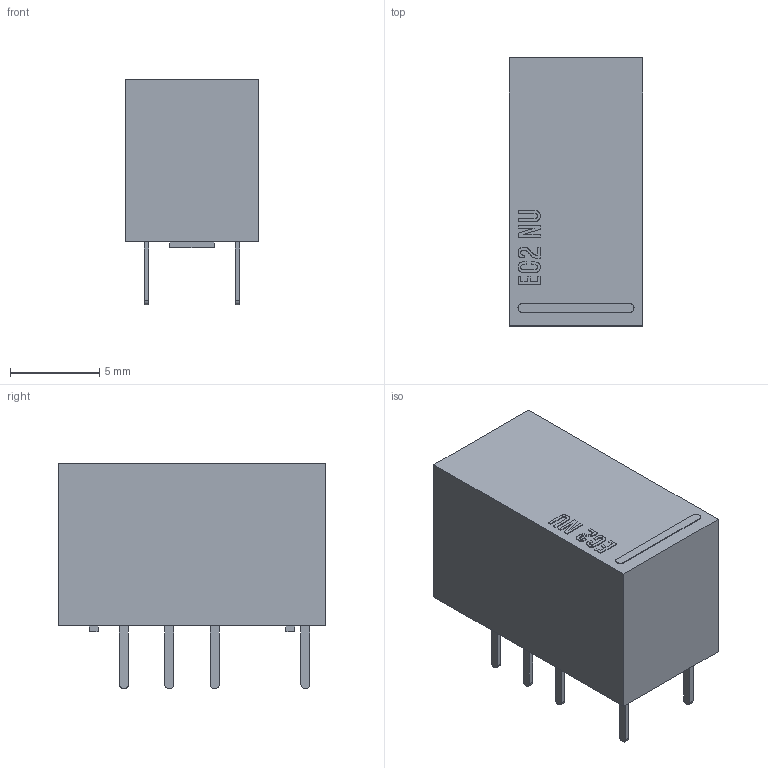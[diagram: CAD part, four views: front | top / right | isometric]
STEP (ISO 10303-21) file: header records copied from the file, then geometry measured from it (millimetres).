
FILE_DESCRIPTION(('FreeCAD Model'),'2;1');
FILE_NAME( 'ec2-nu.step', '2019-06-26T23:52:53',('Author'),(''), 'Open CASCADE STEP processor 7.3','FreeCAD','Unknown');
FILE_SCHEMA(('AUTOMOTIVE_DESIGN { 1 0 10303 214 1 1 1 1 }'));
Length unit declared in the file: millimetre
Products named in the file (5): EC2-NU_Body; Body003; Body004; Array; Array006
Bounding box: 7.5 x 15 x 12.65 mm (x, y, z)
Volume: 1017.1 mm3; surface area: 689.5 mm2
Topology: 9 solids, 9 shells, 194 faces, 490 edges, 324 vertices
Faces by surface type: plane 130, extrusion 50, cylinder 14
Entity records: 5940 total; most frequent: CARTESIAN_POINT 1309, ORIENTED_EDGE 980, DIRECTION 758, EDGE_CURVE 490, VECTOR 412, LINE 362, VERTEX_POINT 324, FACE_BOUND 204
